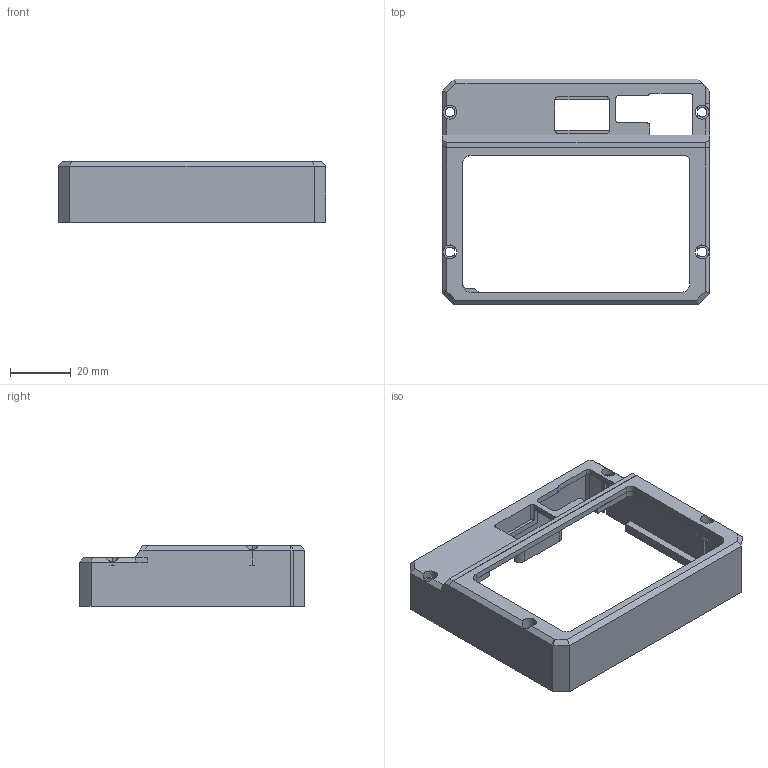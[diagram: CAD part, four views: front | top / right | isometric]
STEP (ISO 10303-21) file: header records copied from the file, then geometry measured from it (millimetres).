
FILE_DESCRIPTION (( 'STEP AP214' ), '1' );
FILE_NAME ('ºó¸Çv2.STEP', '2025-01-07T12:32:31', ( '' ), ( '' ), 'SwSTEP 2.0', 'SolidWorks 2023', '' );
FILE_SCHEMA (( 'AUTOMOTIVE_DESIGN' ));
Length unit declared in the file: millimetre
Products named in the file (1): 后盖v2
Bounding box: 88 x 74.21 x 20.05 mm (x, y, z)
Volume: 26014.8 mm3; surface area: 19835.6 mm2
Topology: 4 solids, 4 shells, 195 faces, 562 edges, 365 vertices
Faces by surface type: plane 146, cylinder 47, bspline 2
Entity records: 6455 total; most frequent: CARTESIAN_POINT 1224, ORIENTED_EDGE 1124, DIRECTION 1038, EDGE_CURVE 562, VECTOR 436, LINE 436, VERTEX_POINT 365, AXIS2_PLACEMENT_3D 301
